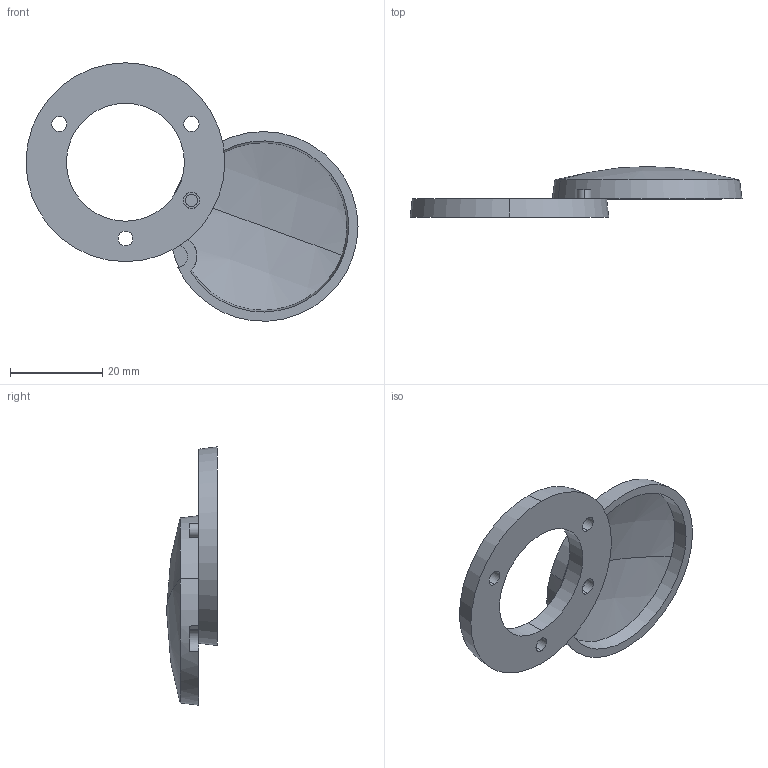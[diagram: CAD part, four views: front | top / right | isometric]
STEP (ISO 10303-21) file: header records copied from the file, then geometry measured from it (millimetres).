
FILE_DESCRIPTION (( 'STEP AP203' ), '1' );
FILE_NAME ('C-135-0.STEP', '2012-09-07T05:48:40', ( '11sw' ), ( 'タキゲン製造株式会社' ), 'SwSTEP 2.0', 'SolidWorks 2011', '' );
FILE_SCHEMA (( 'CONFIG_CONTROL_DESIGN' ));
Length unit declared in the file: millimetre
Products named in the file (3): C-135-0キャップB_; C-135-0キャップA_; C-135-0
Assembly tree (2 placements, depth 2):
  C-135-0
    C-135-0キャップA_
    C-135-0キャップB_
Bounding box: 71.8 x 11 x 55.88 mm (x, y, z)
Volume: 6216.8 mm3; surface area: 6527.1 mm2
Topology: 2 solids, 2 shells, 51 faces, 117 edges, 76 vertices
Faces by surface type: cylinder 23, cone 12, plane 12, sphere 4
Entity records: 1864 total; most frequent: CARTESIAN_POINT 332, DIRECTION 291, ORIENTED_EDGE 234, AXIS2_PLACEMENT_3D 127, EDGE_CURVE 117, VERTEX_POINT 76, CIRCLE 71, EDGE_LOOP 67
